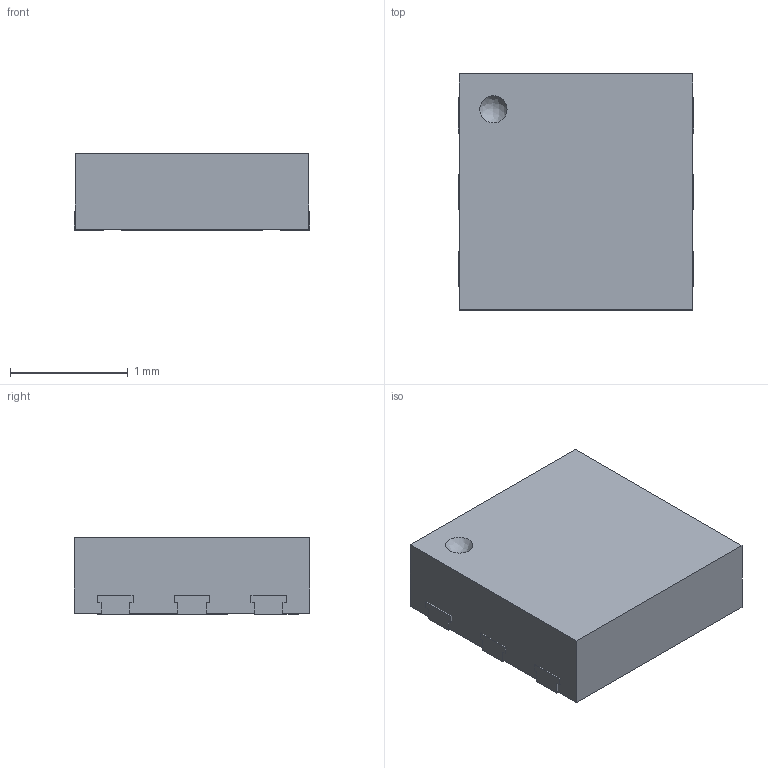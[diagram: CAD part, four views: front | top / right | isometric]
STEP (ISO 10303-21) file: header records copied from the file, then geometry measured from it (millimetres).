
FILE_DESCRIPTION (( 'STEP AP214' ), '1' );
FILE_NAME ('User Library-PMPB95ENEA.STEP', '2023-01-07T10:58:39', ( '' ), ( '' ), 'SwSTEP 2.0', 'SolidWorks 2022', '' );
FILE_SCHEMA (( 'AUTOMOTIVE_DESIGN' ));
Length unit declared in the file: millimetre
Products named in the file (3): Fusion002; Cut001; User Library-PMPB95ENEA
Assembly tree (2 placements, depth 2):
  User Library-PMPB95ENEA
    Fusion002
    Cut001
Bounding box: 2 x 2 x 0.65 mm (x, y, z)
Surface area: 18.8 mm2
Topology: 9 solids, 9 shells, 80 faces, 186 edges, 125 vertices
Faces by surface type: plane 79, bspline 1
Entity records: 3354 total; most frequent: CARTESIAN_POINT 471, ORIENTED_EDGE 372, DIRECTION 352, EDGE_CURVE 186, VECTOR 184, LINE 184, VERTEX_POINT 125, UNCERTAINTY_MEASURE_WITH_UNIT 94
